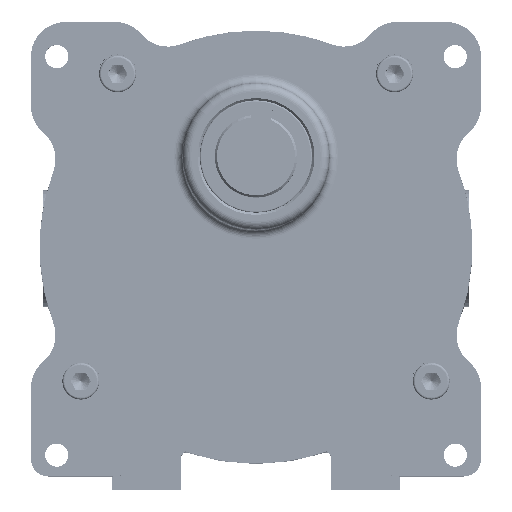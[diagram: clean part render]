
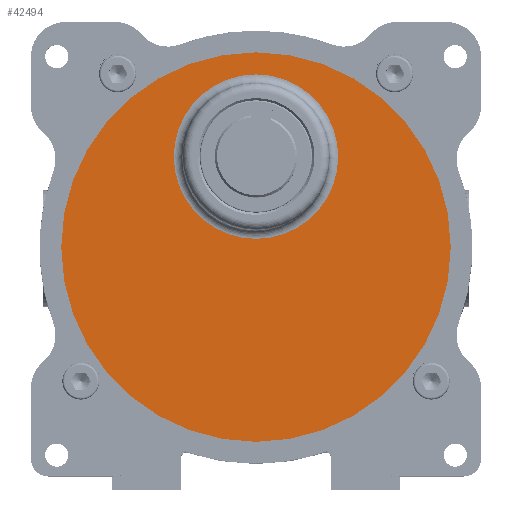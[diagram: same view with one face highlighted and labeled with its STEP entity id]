
A CAD part, top view. The second image highlights one B-rep face of the part: STEP entity #42494.
In plain terms, the highlighted planar face has unit normal (0, 0, 1).
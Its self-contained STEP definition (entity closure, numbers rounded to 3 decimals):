
#2374 = ORIENTED_EDGE ( 'NONE', *, *, #25444, .F. ) ;
#3924 = EDGE_CURVE ( 'NONE', #22757, #143371, #72887, .T. ) ;
#8364 = FACE_OUTER_BOUND ( 'NONE', #115922, .T. ) ;
#11732 = DIRECTION ( 'NONE',  ( 0., 1., 0. ) ) ;
#15660 = VERTEX_POINT ( 'NONE', #126376 ) ;
#17777 = AXIS2_PLACEMENT_3D ( 'NONE', #94419, #46163, #154687 ) ;
#19909 = CARTESIAN_POINT ( 'NONE',  ( -2.923, -49.113, 47.5 ) ) ;
#22757 = VERTEX_POINT ( 'NONE', #88258 ) ;
#25021 = CARTESIAN_POINT ( 'NONE',  ( -2.923, 16.787, 47.5 ) ) ;
#25444 = EDGE_CURVE ( 'NONE', #15660, #50001, #143671, .T. ) ;
#36621 = CARTESIAN_POINT ( 'NONE',  ( -2.923, -4.113, 47.5 ) ) ;
#40551 = CARTESIAN_POINT ( 'NONE',  ( -2.923, -4.113, 47.5 ) ) ;
#42494 = ADVANCED_FACE ( 'NONE', ( #71889, #8364 ), #55852, .T. ) ;
#43524 = AXIS2_PLACEMENT_3D ( 'NONE', #142832, #119574, #91444 ) ;
#46163 = DIRECTION ( 'NONE',  ( 0., 0., 1. ) ) ;
#50001 = VERTEX_POINT ( 'NONE', #77125 ) ;
#50738 = DIRECTION ( 'NONE',  ( 0., -1., 0. ) ) ;
#55852 = PLANE ( 'NONE',  #17777 ) ;
#61590 = DIRECTION ( 'NONE',  ( 0., 0., 1. ) ) ;
#71709 = AXIS2_PLACEMENT_3D ( 'NONE', #40551, #92609, #128789 ) ;
#71889 = FACE_BOUND ( 'NONE', #144196, .T. ) ;
#72887 = CIRCLE ( 'NONE', #119166, 45. ) ;
#73195 = EDGE_CURVE ( 'NONE', #50001, #15660, #76965, .T. ) ;
#76965 = CIRCLE ( 'NONE', #43524, 19. ) ;
#77125 = CARTESIAN_POINT ( 'NONE',  ( -2.923, -2.213, 47.5 ) ) ;
#84643 = EDGE_CURVE ( 'NONE', #143371, #22757, #115434, .T. ) ;
#88258 = CARTESIAN_POINT ( 'NONE',  ( -2.923, 40.887, 47.5 ) ) ;
#89751 = AXIS2_PLACEMENT_3D ( 'NONE', #25021, #148788, #50738 ) ;
#91444 = DIRECTION ( 'NONE',  ( 0., -1., 0. ) ) ;
#92609 = DIRECTION ( 'NONE',  ( 0., 0., 1. ) ) ;
#94419 = CARTESIAN_POINT ( 'NONE',  ( -2.923, -4.113, 47.5 ) ) ;
#115434 = CIRCLE ( 'NONE', #71709, 45. ) ;
#115922 = EDGE_LOOP ( 'NONE', ( #150866, #128517 ) ) ;
#119166 = AXIS2_PLACEMENT_3D ( 'NONE', #36621, #61590, #11732 ) ;
#119574 = DIRECTION ( 'NONE',  ( 0., 0., 1. ) ) ;
#126376 = CARTESIAN_POINT ( 'NONE',  ( -2.923, 35.787, 47.5 ) ) ;
#128517 = ORIENTED_EDGE ( 'NONE', *, *, #84643, .T. ) ;
#128789 = DIRECTION ( 'NONE',  ( 0., 1., 0. ) ) ;
#138999 = ORIENTED_EDGE ( 'NONE', *, *, #73195, .F. ) ;
#142832 = CARTESIAN_POINT ( 'NONE',  ( -2.923, 16.787, 47.5 ) ) ;
#143371 = VERTEX_POINT ( 'NONE', #19909 ) ;
#143671 = CIRCLE ( 'NONE', #89751, 19. ) ;
#144196 = EDGE_LOOP ( 'NONE', ( #138999, #2374 ) ) ;
#148788 = DIRECTION ( 'NONE',  ( 0., 0., 1. ) ) ;
#150866 = ORIENTED_EDGE ( 'NONE', *, *, #3924, .T. ) ;
#154687 = DIRECTION ( 'NONE',  ( 0., -1., 0. ) ) ;
